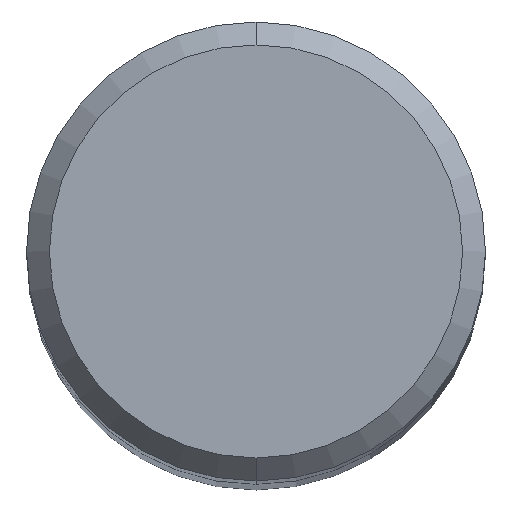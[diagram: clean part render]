
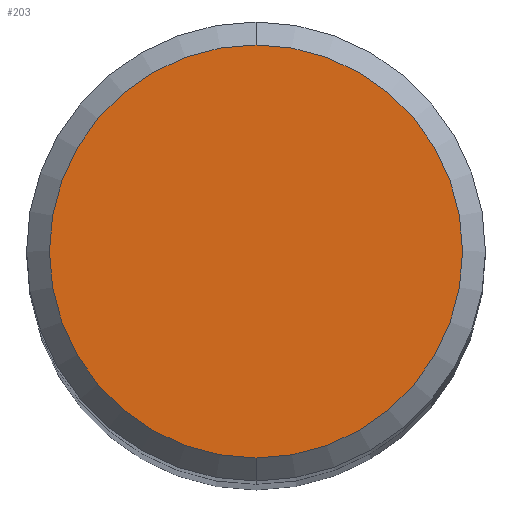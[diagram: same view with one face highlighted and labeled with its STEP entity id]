
A CAD part, top view. The second image highlights one B-rep face of the part: STEP entity #203.
In plain terms, the highlighted planar face has unit normal (0, 0, 1).
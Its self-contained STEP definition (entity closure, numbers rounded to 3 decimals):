
#155=EDGE_CURVE('',#225,#179,#314,.T.);
#179=VERTEX_POINT('',#343);
#201=EDGE_CURVE('',#179,#225,#367,.T.);
#203=ADVANCED_FACE('',(#369),#370,.T.);
#225=VERTEX_POINT('',#393);
#314=CIRCLE('',#494,5.4);
#343=CARTESIAN_POINT('',(0.,-5.4,0.));
#367=CIRCLE('',#556,5.4);
#369=FACE_OUTER_BOUND('',#558,.T.);
#370=PLANE('',#559);
#393=CARTESIAN_POINT('',(0.0,5.4,0.));
#494=AXIS2_PLACEMENT_3D('',#683,#684,#685);
#556=AXIS2_PLACEMENT_3D('',#757,#758,#759);
#558=EDGE_LOOP('',(#761,#762));
#559=AXIS2_PLACEMENT_3D('',#763,#764,#765);
#683=CARTESIAN_POINT('',(0.0,0.0,0.));
#684=DIRECTION('',(0.0,0.0,-1.0));
#685=DIRECTION('',(0.0,1.0,0.0));
#757=CARTESIAN_POINT('',(0.0,0.0,0.));
#758=DIRECTION('',(0.0,0.0,-1.0));
#759=DIRECTION('',(0.0,1.0,0.0));
#761=ORIENTED_EDGE('',*,*,#155,.F.);
#762=ORIENTED_EDGE('',*,*,#201,.F.);
#763=CARTESIAN_POINT('',(0.0,2.7,0.));
#764=DIRECTION('',(-0.0,0.0,1.0));
#765=DIRECTION('',(0.0,-1.0,0.0));
